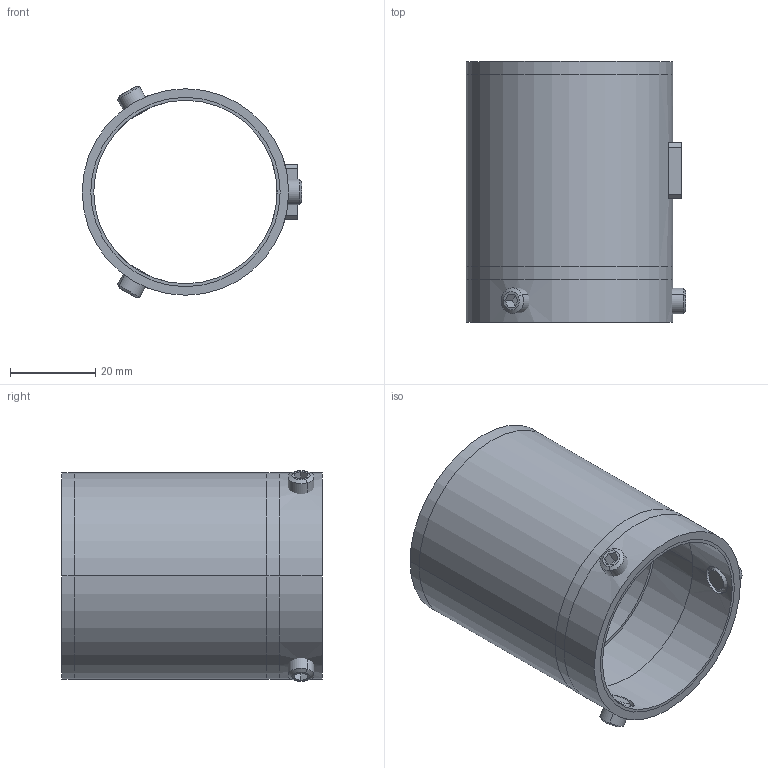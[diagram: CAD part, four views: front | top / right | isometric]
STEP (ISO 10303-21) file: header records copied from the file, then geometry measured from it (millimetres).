
FILE_DESCRIPTION (( 'STEP AP203' ), '1' );
FILE_NAME ('A_1200-042.STEP', '2023-10-18T10:11:32', ( '' ), ( '' ), 'SwSTEP 2.0', 'SolidWorks 2019', '' );
FILE_SCHEMA (( 'CONFIG_CONTROL_DESIGN' ));
Length unit declared in the file: millimetre
Products named in the file (7): A_1200-042.P2; A_1200-042.P1; A-DIN 562 m8; Skrutka DIN 913_SKRUTKA M 6X 6; A_1200-042.P4; A_1200-042; A_1200-042.P3
Assembly tree (8 placements, depth 2):
  A_1200-042
    A_1200-042.P2
    A_1200-042.P1
    Skrutka DIN 913_SKRUTKA M 6X 6  x3
    A_1200-042.P3
    A_1200-042.P4
    A-DIN 562 m8
Bounding box: 51.35 x 61 x 49.25 mm (x, y, z)
Volume: 22663.6 mm3; surface area: 32461.2 mm2
Topology: 8 solids, 8 shells, 105 faces, 264 edges, 172 vertices
Faces by surface type: plane 51, cylinder 42, cone 12
Entity records: 4047 total; most frequent: CARTESIAN_POINT 1346, ORIENTED_EDGE 400, DIRECTION 392, EDGE_CURVE 200, AXIS2_PLACEMENT_3D 146, VERTEX_POINT 132, VECTOR 100, LINE 100
